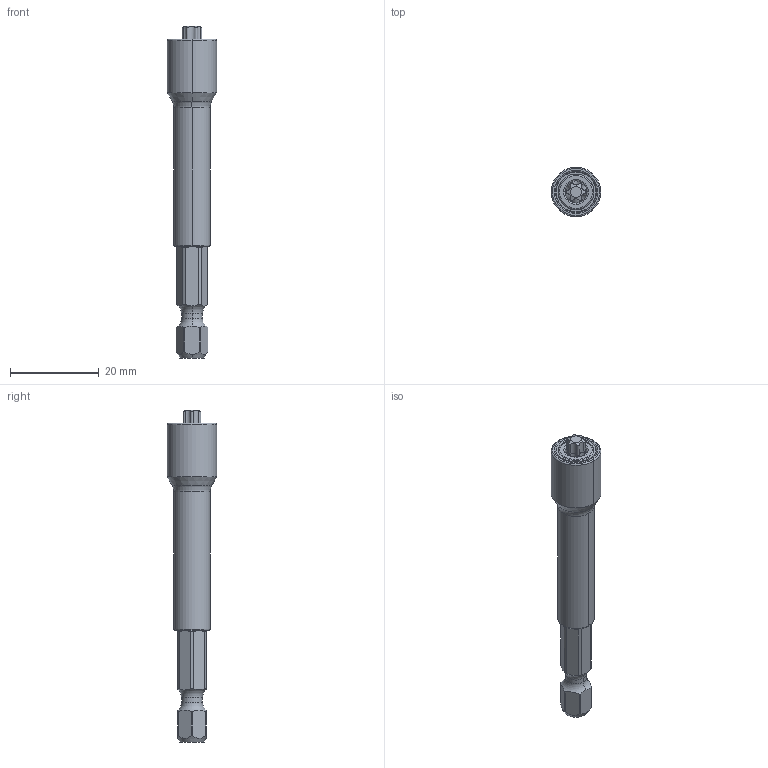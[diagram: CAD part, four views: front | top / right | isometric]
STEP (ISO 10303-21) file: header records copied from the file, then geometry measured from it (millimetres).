
FILE_DESCRIPTION((''),'2;1');
FILE_NAME('4027104126_ASM','2023-08-22T14:19:09',('A00565553'),(''),'CREO PARAMETRIC BY PTC INC, 2022414','CREO PARAMETRIC BY PTC INC, 2022414','');
FILE_SCHEMA(('CONFIG_CONTROL_DESIGN','GEOMETRIC_VALIDATION_PROPERTIES_MIM'));
Length unit declared in the file: millimetre
Products named in the file (6): 4027904010; 4027036088; 4027901680; 4027907742; 4027904003_ASM; 4027104126_ASM
Assembly tree (5 placements, depth 3):
  4027104126_ASM
    4027904010
    4027036088
    4027904003_ASM
      4027901680
      4027907742
Bounding box: 11.2 x 11.2 x 75 mm (x, y, z)
Volume: 3755.4 mm3; surface area: 4660 mm2
Topology: 4 solids, 4 shells, 150 faces, 352 edges, 212 vertices
Faces by surface type: torus 56, cylinder 48, cone 24, plane 22
Entity records: 5623 total; most frequent: CARTESIAN_POINT 1723, DIRECTION 754, ORIENTED_EDGE 704, EDGE_CURVE 352, AXIS2_PLACEMENT_3D 341, VERTEX_POINT 212, CIRCLE 178, EDGE_LOOP 158
